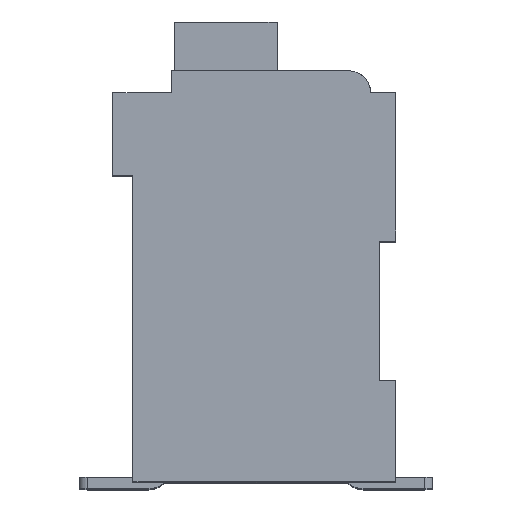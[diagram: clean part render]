
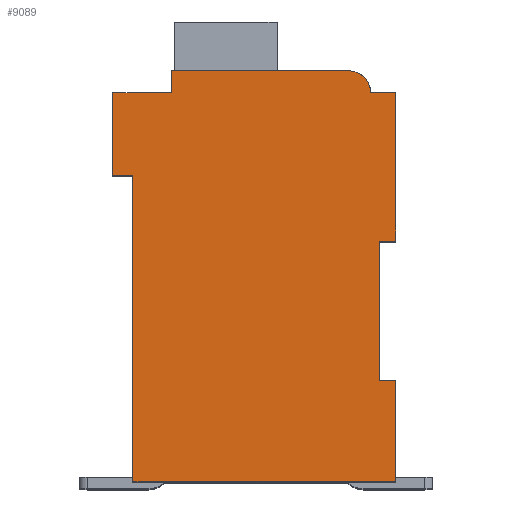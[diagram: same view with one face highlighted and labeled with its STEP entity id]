
A CAD part, top view. The second image highlights one B-rep face of the part: STEP entity #9089.
In plain terms, the highlighted planar face has unit normal (0, 0, 1).
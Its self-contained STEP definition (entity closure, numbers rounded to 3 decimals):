
#1562=DIRECTION('',(1.,0.,0.));
#1563=VECTOR('',#1562,0.5);
#1564=CARTESIAN_POINT('',(7.3,7.15,2.1));
#1565=LINE('',#1564,#1563);
#1566=DIRECTION('',(0.,1.,0.));
#1567=VECTOR('',#1566,4.15);
#1568=CARTESIAN_POINT('',(7.3,3.,2.1));
#1569=LINE('',#1568,#1567);
#1570=DIRECTION('',(-1.,0.,0.));
#1571=VECTOR('',#1570,0.5);
#1572=CARTESIAN_POINT('',(7.8,3.,2.1));
#1573=LINE('',#1572,#1571);
#1574=DIRECTION('',(0.,1.,0.));
#1575=VECTOR('',#1574,3.);
#1576=CARTESIAN_POINT('',(7.8,0.,2.1));
#1577=LINE('',#1576,#1575);
#1578=DIRECTION('',(1.,0.,0.));
#1579=VECTOR('',#1578,7.8);
#1580=CARTESIAN_POINT('',(0.,0.,2.1));
#1581=LINE('',#1580,#1579);
#1582=DIRECTION('',(0.,-1.,0.));
#1583=VECTOR('',#1582,9.1);
#1584=CARTESIAN_POINT('',(0.,9.1,2.1));
#1585=LINE('',#1584,#1583);
#1586=DIRECTION('',(1.,0.,0.));
#1587=VECTOR('',#1586,0.6);
#1588=CARTESIAN_POINT('',(-0.6,9.1,2.1));
#1589=LINE('',#1588,#1587);
#1590=DIRECTION('',(0.,-1.,0.));
#1591=VECTOR('',#1590,2.45);
#1592=CARTESIAN_POINT('',(-0.6,11.55,2.1));
#1593=LINE('',#1592,#1591);
#1594=DIRECTION('',(-1.,0.,0.));
#1595=VECTOR('',#1594,1.75);
#1596=CARTESIAN_POINT('',(1.15,11.55,2.1));
#1597=LINE('',#1596,#1595);
#1598=DIRECTION('',(0.,-1.,0.));
#1599=VECTOR('',#1598,0.65);
#1600=CARTESIAN_POINT('',(1.15,12.2,2.1));
#1601=LINE('',#1600,#1599);
#1602=DIRECTION('',(-1.,0.,0.));
#1603=VECTOR('',#1602,5.25);
#1604=CARTESIAN_POINT('',(6.4,12.2,2.1));
#1605=LINE('',#1604,#1603);
#1606=CARTESIAN_POINT('',(6.4,11.55,2.1));
#1607=DIRECTION('',(0.,0.,1.));
#1608=DIRECTION('',(1.,0.,0.));
#1609=AXIS2_PLACEMENT_3D('',#1606,#1607,#1608);
#1611=DIRECTION('',(-1.,0.,0.));
#1612=VECTOR('',#1611,0.75);
#1613=CARTESIAN_POINT('',(7.8,11.55,2.1));
#1614=LINE('',#1613,#1612);
#1615=DIRECTION('',(0.,1.,0.));
#1616=VECTOR('',#1615,4.4);
#1617=CARTESIAN_POINT('',(7.8,7.15,2.1));
#1618=LINE('',#1617,#1616);
#5785=CARTESIAN_POINT('',(7.3,7.15,2.1));
#5786=CARTESIAN_POINT('',(7.8,7.15,2.1));
#5787=VERTEX_POINT('',#5785);
#5788=VERTEX_POINT('',#5786);
#5789=CARTESIAN_POINT('',(7.8,11.55,2.1));
#5790=VERTEX_POINT('',#5789);
#5791=CARTESIAN_POINT('',(7.05,11.55,2.1));
#5792=VERTEX_POINT('',#5791);
#5793=CARTESIAN_POINT('',(6.4,12.2,2.1));
#5794=VERTEX_POINT('',#5793);
#5795=CARTESIAN_POINT('',(1.15,12.2,2.1));
#5796=VERTEX_POINT('',#5795);
#5797=CARTESIAN_POINT('',(1.15,11.55,2.1));
#5798=VERTEX_POINT('',#5797);
#5799=CARTESIAN_POINT('',(-0.6,11.55,2.1));
#5800=VERTEX_POINT('',#5799);
#5801=CARTESIAN_POINT('',(-0.6,9.1,2.1));
#5802=VERTEX_POINT('',#5801);
#5803=CARTESIAN_POINT('',(0.,9.1,2.1));
#5804=VERTEX_POINT('',#5803);
#5805=CARTESIAN_POINT('',(0.,0.,2.1));
#5806=VERTEX_POINT('',#5805);
#5807=CARTESIAN_POINT('',(7.8,0.,2.1));
#5808=VERTEX_POINT('',#5807);
#5809=CARTESIAN_POINT('',(7.8,3.,2.1));
#5810=VERTEX_POINT('',#5809);
#5811=CARTESIAN_POINT('',(7.3,3.,2.1));
#5812=VERTEX_POINT('',#5811);
#9065=CARTESIAN_POINT('',(0.,0.,2.1));
#9066=DIRECTION('',(0.,0.,1.));
#9067=DIRECTION('',(1.,0.,0.));
#9068=AXIS2_PLACEMENT_3D('',#9065,#9066,#9067);
#9069=PLANE('',#9068);
#9070=ORIENTED_EDGE('',*,*,#7586,.F.);
#9071=ORIENTED_EDGE('',*,*,#7907,.F.);
#9073=ORIENTED_EDGE('',*,*,#9072,.F.);
#9075=ORIENTED_EDGE('',*,*,#9074,.F.);
#9077=ORIENTED_EDGE('',*,*,#9076,.F.);
#9078=ORIENTED_EDGE('',*,*,#8024,.F.);
#9079=ORIENTED_EDGE('',*,*,#8096,.F.);
#9080=ORIENTED_EDGE('',*,*,#8220,.F.);
#9081=ORIENTED_EDGE('',*,*,#8349,.F.);
#9082=ORIENTED_EDGE('',*,*,#8418,.F.);
#9083=ORIENTED_EDGE('',*,*,#8642,.F.);
#9084=ORIENTED_EDGE('',*,*,#8951,.F.);
#9085=ORIENTED_EDGE('',*,*,#8879,.F.);
#9086=ORIENTED_EDGE('',*,*,#7763,.F.);
#9087=EDGE_LOOP('',(#9070,#9071,#9073,#9075,#9077,#9078,#9079,#9080,#9081,#9082,
#9083,#9084,#9085,#9086));
#9088=FACE_OUTER_BOUND('',#9087,.F.);
#1610=CIRCLE('',#1609,0.65);
#7586=EDGE_CURVE('',#5787,#5788,#1565,.T.);
#7763=EDGE_CURVE('',#5788,#5790,#1618,.T.);
#7907=EDGE_CURVE('',#5812,#5787,#1569,.T.);
#8024=EDGE_CURVE('',#5804,#5806,#1585,.T.);
#8096=EDGE_CURVE('',#5802,#5804,#1589,.T.);
#8220=EDGE_CURVE('',#5800,#5802,#1593,.T.);
#8349=EDGE_CURVE('',#5798,#5800,#1597,.T.);
#8418=EDGE_CURVE('',#5796,#5798,#1601,.T.);
#8642=EDGE_CURVE('',#5794,#5796,#1605,.T.);
#8879=EDGE_CURVE('',#5790,#5792,#1614,.T.);
#8951=EDGE_CURVE('',#5792,#5794,#1610,.T.);
#9072=EDGE_CURVE('',#5810,#5812,#1573,.T.);
#9074=EDGE_CURVE('',#5808,#5810,#1577,.T.);
#9076=EDGE_CURVE('',#5806,#5808,#1581,.T.);
#9089=ADVANCED_FACE('',(#9088),#9069,.T.);
